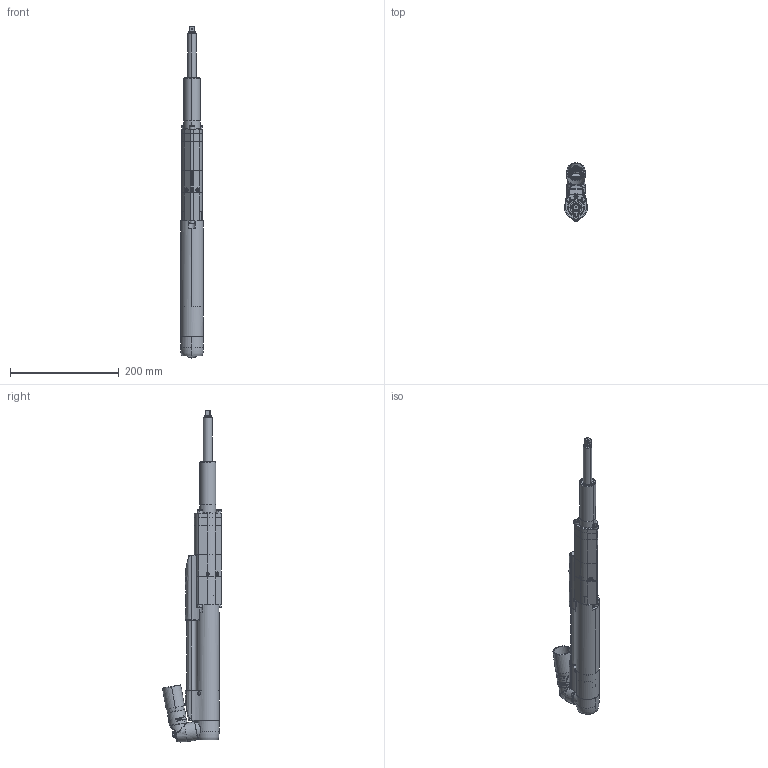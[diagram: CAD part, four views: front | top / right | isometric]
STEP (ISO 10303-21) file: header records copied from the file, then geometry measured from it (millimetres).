
FILE_DESCRIPTION((''),'2;1');
FILE_NAME('K_8435602011_ASM','2013-05-10T',('tooextcsr'),(''),'PRO/ENGINEER BY PARAMETRIC TECHNOLOGY CORPORATION, 2012420','PRO/ENGINEER BY PARAMETRIC TECHNOLOGY CORPORATION, 2012420','');
FILE_SCHEMA(('CONFIG_CONTROL_DESIGN','GEOMETRIC_VALIDATION_PROPERTIES_MIM'));
Length unit declared in the file: millimetre
Products named in the file (7): QST42_20_CT_BODY_76; QST42_REARCOVER_02; QST_CONNECTOR_02; QST42_SPACER_01; QST42_FRONT_76_189; QST42_SOCKETHOLDER_189_10; K_8435602011_ASM
Assembly tree (6 placements, depth 2):
  K_8435602011_ASM
    QST42_20_CT_BODY_76
    QST42_REARCOVER_02
    QST_CONNECTOR_02
    QST42_SPACER_01
    QST42_FRONT_76_189
    QST42_SOCKETHOLDER_189_10
Bounding box: 42 x 108.31 x 609.88 mm (x, y, z)
Volume: 533287 mm3; surface area: 239971.9 mm2
Topology: 10 solids, 49 shells, 3862 faces, 10741 edges, 6954 vertices
Faces by surface type: plane 1489, cylinder 1187, torus 384, bspline 274, cone 266, extrusion 246, sphere 10, revolution 6
Entity records: 164699 total; most frequent: CARTESIAN_POINT 46491, ORIENTED_EDGE 21384, DIRECTION 18493, EDGE_CURVE 10712, VERTEX_POINT 6954, AXIS2_PLACEMENT_3D 6841, VECTOR 4805, LINE 4559
